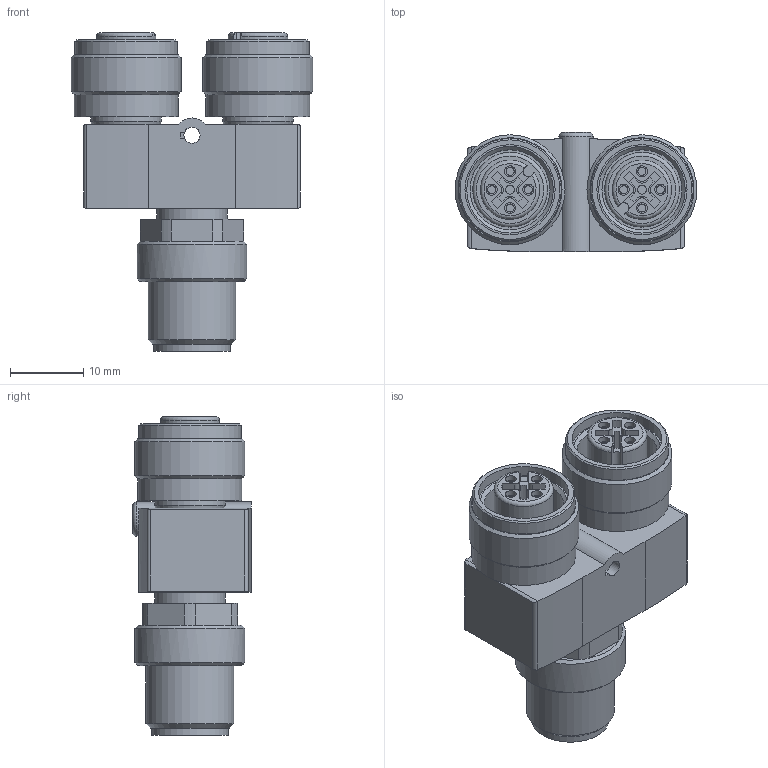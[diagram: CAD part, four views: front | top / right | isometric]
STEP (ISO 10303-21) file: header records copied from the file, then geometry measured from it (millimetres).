
FILE_DESCRIPTION(/* description */ ('STEP AP214'),/* implementation_level */ '2;1');
FILE_NAME(/* name */ '8005310_NEDY-L2R1-V1-M12G5-N-M12G4',/* time_stamp */ '2024-09-12T21:43:58+02:00',/* author */ ('License CC BY-ND 4.0'),/* organization */ ('CADENAS'),/* preprocessor_version */ 'ST-DEVELOPER v19.3',/* originating_system */ 'PARTsolutions',/* authorisation */ ' ');
FILE_SCHEMA (('AUTOMOTIVE_DESIGN {1 0 10303 214 3 1 1}'));
Length unit declared in the file: millimetre
Products named in the file (2): 8005310 NEDY-L2R1-V1-M12G5-N-M12G4; 2881036 NEDY-M12G5-M12G4---(0G)
Assembly tree (1 placements, depth 2):
  8005310 NEDY-L2R1-V1-M12G5-N-M12G4
    2881036 NEDY-M12G5-M12G4---(0G)
Bounding box: 33 x 16.23 x 43.5 mm (x, y, z)
Volume: 9884.4 mm3; surface area: 6362.2 mm2
Topology: 1 solids, 1 shells, 225 faces, 523 edges, 339 vertices
Faces by surface type: plane 103, cylinder 99, cone 13, torus 6, sphere 4
Full cylindrical faces by diameter (mm): 1 x4, 1.1 x8, 1.2 x2, 1.5 x8, 2.2 x1, 4.7 x1, 8.41 x1, 9.6 x3, 10.2 x2, 10.5 x1, 10.917 x2, 12 x1, 12.3 x2, 14 x2, 14.2 x2, 15 x3
Entity records: 7644 total; most frequent: DIRECTION 1085, CARTESIAN_POINT 1079, ORIENTED_EDGE 890, EDGE_CURVE 445, AXIS2_PLACEMENT_3D 438, EDGE_LOOP 330, FACE_BOUND 330, VERTEX_POINT 325
